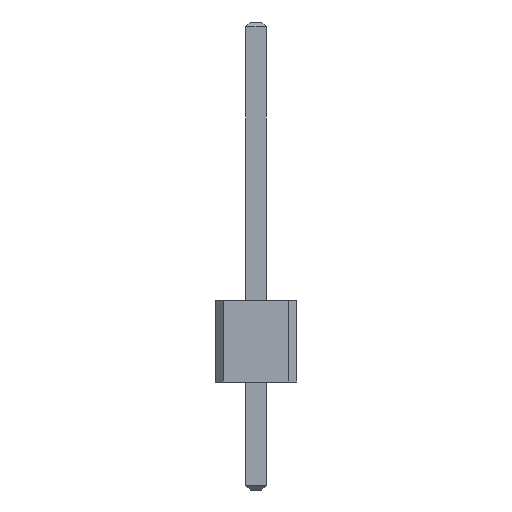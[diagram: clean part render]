
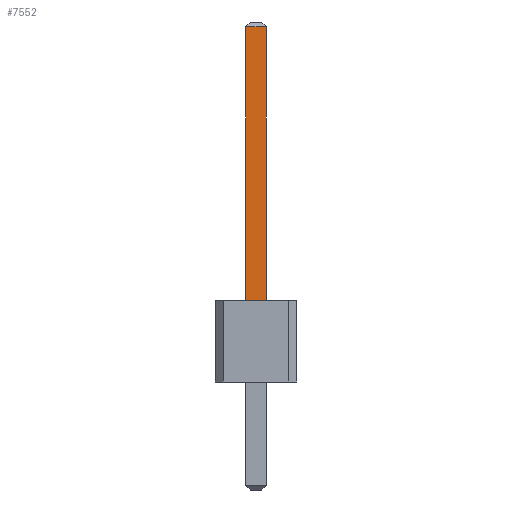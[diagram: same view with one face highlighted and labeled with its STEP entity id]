
A CAD part, front view. The second image highlights one B-rep face of the part: STEP entity #7552.
In plain terms, the highlighted face is planar.
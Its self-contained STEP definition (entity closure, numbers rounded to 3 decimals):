
#111 = PLANE('',#112);
#112 = AXIS2_PLACEMENT_3D('',#113,#114,#115);
#113 = CARTESIAN_POINT('',(7.62,0.,2.5));
#114 = DIRECTION('',(0.,0.,1.));
#115 = DIRECTION('',(1.,0.,0.));
#3664 = EDGE_CURVE('',#3665,#3667,#3669,.T.);
#3665 = VERTEX_POINT('',#3666);
#3666 = CARTESIAN_POINT('',(15.56,0.32,2.5));
#3667 = VERTEX_POINT('',#3668);
#3668 = CARTESIAN_POINT('',(15.56,-0.32,2.5));
#3669 = SURFACE_CURVE('',#3670,(#3674,#3680),.PCURVE_S1.);
#3670 = LINE('',#3671,#3672);
#3671 = CARTESIAN_POINT('',(15.56,-0.16,2.5));
#3672 = VECTOR('',#3673,1.);
#3673 = DIRECTION('',(0.,-1.,0.));
#3674 = PCURVE('',#111,#3675);
#3675 = DEFINITIONAL_REPRESENTATION('',(#3676),#3679);
#3676 = B_SPLINE_CURVE_WITH_KNOTS('',1,(#3677,#3678),.UNSPECIFIED.,.F.,
  .F.,(2,2),(-0.544,0.224),.PIECEWISE_BEZIER_KNOTS.);
#3677 = CARTESIAN_POINT('',(7.94,0.384));
#3678 = CARTESIAN_POINT('',(7.94,-0.384));
#3679 = ( GEOMETRIC_REPRESENTATION_CONTEXT(2) 
PARAMETRIC_REPRESENTATION_CONTEXT() REPRESENTATION_CONTEXT('2D SPACE',''
  ) );
#3680 = PCURVE('',#3681,#3686);
#3681 = PLANE('',#3682);
#3682 = AXIS2_PLACEMENT_3D('',#3683,#3684,#3685);
#3683 = CARTESIAN_POINT('',(15.56,-0.32,-3.3));
#3684 = DIRECTION('',(-1.,0.,0.));
#3685 = DIRECTION('',(0.,1.,0.));
#3686 = DEFINITIONAL_REPRESENTATION('',(#3687),#3690);
#3687 = B_SPLINE_CURVE_WITH_KNOTS('',1,(#3688,#3689),.UNSPECIFIED.,.F.,
  .F.,(2,2),(-0.544,0.224),.PIECEWISE_BEZIER_KNOTS.);
#3688 = CARTESIAN_POINT('',(0.704,-5.8));
#3689 = CARTESIAN_POINT('',(-0.064,-5.8));
#3690 = ( GEOMETRIC_REPRESENTATION_CONTEXT(2) 
PARAMETRIC_REPRESENTATION_CONTEXT() REPRESENTATION_CONTEXT('2D SPACE',''
  ) );
#3707 = PLANE('',#3708);
#3708 = AXIS2_PLACEMENT_3D('',#3709,#3710,#3711);
#3709 = CARTESIAN_POINT('',(14.92,-0.32,-3.3));
#3710 = DIRECTION('',(0.,1.,0.));
#3711 = DIRECTION('',(1.,0.,0.));
#3757 = PLANE('',#3758);
#3758 = AXIS2_PLACEMENT_3D('',#3759,#3760,#3761);
#3759 = CARTESIAN_POINT('',(15.56,0.32,-3.3));
#3760 = DIRECTION('',(0.,-1.,0.));
#3761 = DIRECTION('',(-1.,0.,0.));
#7552 = ADVANCED_FACE('',(#7553),#3681,.F.);
#7553 = FACE_BOUND('',#7554,.F.);
#7554 = EDGE_LOOP('',(#7555,#7556,#7579,#7607));
#7555 = ORIENTED_EDGE('',*,*,#3664,.T.);
#7556 = ORIENTED_EDGE('',*,*,#7557,.T.);
#7557 = EDGE_CURVE('',#3667,#7558,#7560,.T.);
#7558 = VERTEX_POINT('',#7559);
#7559 = CARTESIAN_POINT('',(15.56,-0.32,10.85));
#7560 = SURFACE_CURVE('',#7561,(#7565,#7572),.PCURVE_S1.);
#7561 = LINE('',#7562,#7563);
#7562 = CARTESIAN_POINT('',(15.56,-0.32,-3.3));
#7563 = VECTOR('',#7564,1.);
#7564 = DIRECTION('',(0.,0.,1.));
#7565 = PCURVE('',#3681,#7566);
#7566 = DEFINITIONAL_REPRESENTATION('',(#7567),#7571);
#7567 = LINE('',#7568,#7569);
#7568 = CARTESIAN_POINT('',(0.,0.));
#7569 = VECTOR('',#7570,1.);
#7570 = DIRECTION('',(0.,-1.));
#7571 = ( GEOMETRIC_REPRESENTATION_CONTEXT(2) 
PARAMETRIC_REPRESENTATION_CONTEXT() REPRESENTATION_CONTEXT('2D SPACE',''
  ) );
#7572 = PCURVE('',#3707,#7573);
#7573 = DEFINITIONAL_REPRESENTATION('',(#7574),#7578);
#7574 = LINE('',#7575,#7576);
#7575 = CARTESIAN_POINT('',(0.64,0.));
#7576 = VECTOR('',#7577,1.);
#7577 = DIRECTION('',(0.,-1.));
#7578 = ( GEOMETRIC_REPRESENTATION_CONTEXT(2) 
PARAMETRIC_REPRESENTATION_CONTEXT() REPRESENTATION_CONTEXT('2D SPACE',''
  ) );
#7579 = ORIENTED_EDGE('',*,*,#7580,.T.);
#7580 = EDGE_CURVE('',#7558,#7581,#7583,.T.);
#7581 = VERTEX_POINT('',#7582);
#7582 = CARTESIAN_POINT('',(15.56,0.32,10.85));
#7583 = SURFACE_CURVE('',#7584,(#7588,#7595),.PCURVE_S1.);
#7584 = LINE('',#7585,#7586);
#7585 = CARTESIAN_POINT('',(15.56,-0.32,10.85));
#7586 = VECTOR('',#7587,1.);
#7587 = DIRECTION('',(0.,1.,0.));
#7588 = PCURVE('',#3681,#7589);
#7589 = DEFINITIONAL_REPRESENTATION('',(#7590),#7594);
#7590 = LINE('',#7591,#7592);
#7591 = CARTESIAN_POINT('',(0.,-14.15));
#7592 = VECTOR('',#7593,1.);
#7593 = DIRECTION('',(1.,0.));
#7594 = ( GEOMETRIC_REPRESENTATION_CONTEXT(2) 
PARAMETRIC_REPRESENTATION_CONTEXT() REPRESENTATION_CONTEXT('2D SPACE',''
  ) );
#7595 = PCURVE('',#7596,#7601);
#7596 = PLANE('',#7597);
#7597 = AXIS2_PLACEMENT_3D('',#7598,#7599,#7600);
#7598 = CARTESIAN_POINT('',(15.485,-0.32,10.925));
#7599 = DIRECTION('',(-0.707,0.,-0.707
    ));
#7600 = DIRECTION('',(0.,1.,0.));
#7601 = DEFINITIONAL_REPRESENTATION('',(#7602),#7606);
#7602 = LINE('',#7603,#7604);
#7603 = CARTESIAN_POINT('',(0.,0.106));
#7604 = VECTOR('',#7605,1.);
#7605 = DIRECTION('',(1.,0.));
#7606 = ( GEOMETRIC_REPRESENTATION_CONTEXT(2) 
PARAMETRIC_REPRESENTATION_CONTEXT() REPRESENTATION_CONTEXT('2D SPACE',''
  ) );
#7607 = ORIENTED_EDGE('',*,*,#7608,.F.);
#7608 = EDGE_CURVE('',#3665,#7581,#7609,.T.);
#7609 = SURFACE_CURVE('',#7610,(#7614,#7621),.PCURVE_S1.);
#7610 = LINE('',#7611,#7612);
#7611 = CARTESIAN_POINT('',(15.56,0.32,-3.3));
#7612 = VECTOR('',#7613,1.);
#7613 = DIRECTION('',(0.,0.,1.));
#7614 = PCURVE('',#3681,#7615);
#7615 = DEFINITIONAL_REPRESENTATION('',(#7616),#7620);
#7616 = LINE('',#7617,#7618);
#7617 = CARTESIAN_POINT('',(0.64,0.));
#7618 = VECTOR('',#7619,1.);
#7619 = DIRECTION('',(0.,-1.));
#7620 = ( GEOMETRIC_REPRESENTATION_CONTEXT(2) 
PARAMETRIC_REPRESENTATION_CONTEXT() REPRESENTATION_CONTEXT('2D SPACE',''
  ) );
#7621 = PCURVE('',#3757,#7622);
#7622 = DEFINITIONAL_REPRESENTATION('',(#7623),#7627);
#7623 = LINE('',#7624,#7625);
#7624 = CARTESIAN_POINT('',(0.,-0.));
#7625 = VECTOR('',#7626,1.);
#7626 = DIRECTION('',(0.,-1.));
#7627 = ( GEOMETRIC_REPRESENTATION_CONTEXT(2) 
PARAMETRIC_REPRESENTATION_CONTEXT() REPRESENTATION_CONTEXT('2D SPACE',''
  ) );
